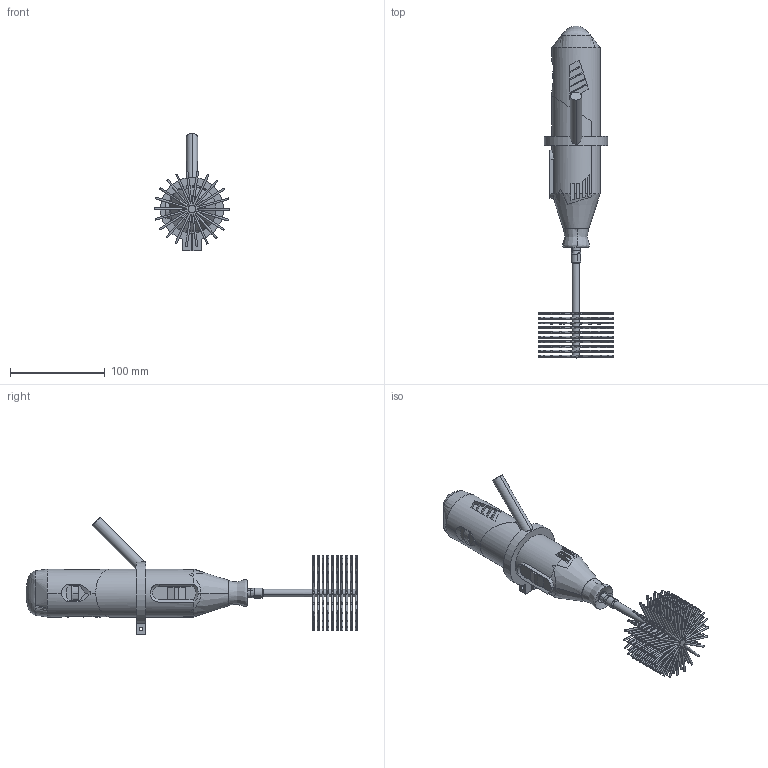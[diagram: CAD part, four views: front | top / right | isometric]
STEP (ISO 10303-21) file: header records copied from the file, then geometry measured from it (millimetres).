
FILE_DESCRIPTION (( 'STEP AP203' ), '1' );
FILE_NAME ('Dremel con brida.STEP', '2023-03-02T02:56:01', ( '' ), ( '' ), 'SwSTEP 2.0', 'SolidWorks 2022', '' );
FILE_SCHEMA (( 'CONFIG_CONTROL_DESIGN' ));
Length unit declared in the file: millimetre
Products named in the file (7): Cepillo dremel; Dremel con brida; Neck; Brida Dremel_Predeterminado<Como mecanizada>; Dremel 4000 Assembly; dremmel body; Dremel Tip
Assembly tree (6 placements, depth 3):
  Dremel con brida
    Brida Dremel_Predeterminado<Como mecanizada>
    Dremel 4000 Assembly
      dremmel body
      Neck
      Dremel Tip
    Cepillo dremel
Bounding box: 80.02 x 351.15 x 124.07 mm (x, y, z)
Volume: 444633.5 mm3; surface area: 102886 mm2
Topology: 6 solids, 6 shells, 855 faces, 2231 edges, 1400 vertices
Faces by surface type: cylinder 492, plane 338, bspline 13, cone 12
Entity records: 33701 total; most frequent: CARTESIAN_POINT 14113, ORIENTED_EDGE 4462, DIRECTION 3474, EDGE_CURVE 2231, VERTEX_POINT 1400, AXIS2_PLACEMENT_3D 1379, EDGE_LOOP 875, ADVANCED_FACE 855
